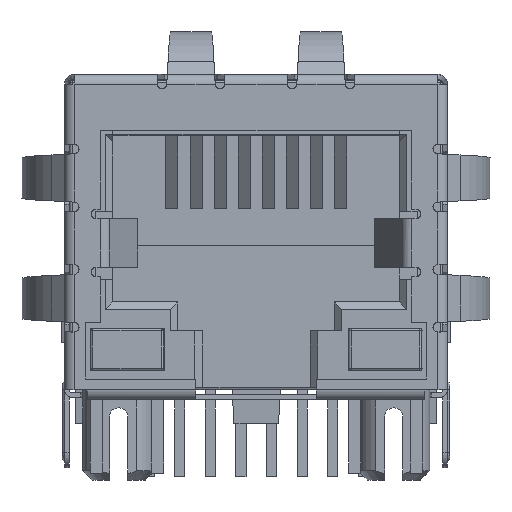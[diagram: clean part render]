
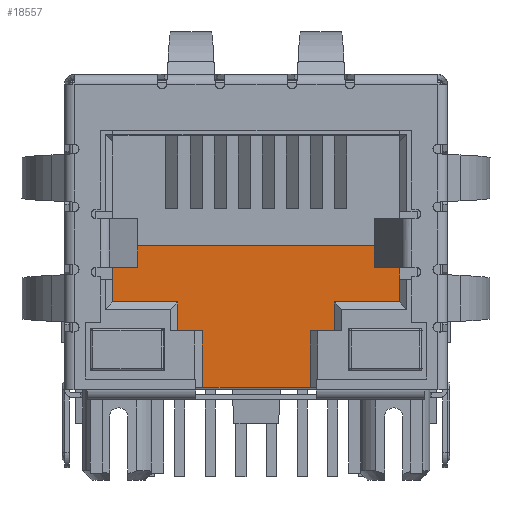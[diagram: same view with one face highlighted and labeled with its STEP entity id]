
A CAD part, front view. The second image highlights one B-rep face of the part: STEP entity #18557.
In plain terms, the highlighted face is planar.
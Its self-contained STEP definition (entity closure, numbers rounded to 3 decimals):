
#2410=ORIENTED_EDGE('',*,*,#7082,.F.);
#2411=ORIENTED_EDGE('',*,*,#7359,.T.);
#2412=ORIENTED_EDGE('',*,*,#7479,.F.);
#2413=ORIENTED_EDGE('',*,*,#7429,.F.);
#2414=ORIENTED_EDGE('',*,*,#7431,.F.);
#2415=ORIENTED_EDGE('',*,*,#7434,.F.);
#2416=ORIENTED_EDGE('',*,*,#7436,.F.);
#2417=ORIENTED_EDGE('',*,*,#7439,.F.);
#2418=ORIENTED_EDGE('',*,*,#7440,.F.);
#2419=ORIENTED_EDGE('',*,*,#7422,.F.);
#2420=ORIENTED_EDGE('',*,*,#7424,.F.);
#2421=ORIENTED_EDGE('',*,*,#7426,.F.);
#2422=ORIENTED_EDGE('',*,*,#7476,.F.);
#2423=ORIENTED_EDGE('',*,*,#7367,.F.);
#7082=EDGE_CURVE('',#9863,#9864,#11631,.T.);
#7359=EDGE_CURVE('',#9863,#10040,#11868,.T.);
#7367=EDGE_CURVE('',#9864,#10047,#11876,.T.);
#7422=EDGE_CURVE('',#10084,#10083,#11931,.T.);
#7424=EDGE_CURVE('',#10085,#10084,#11933,.T.);
#7426=EDGE_CURVE('',#10086,#10085,#11935,.T.);
#7429=EDGE_CURVE('',#10088,#10087,#11938,.T.);
#7431=EDGE_CURVE('',#10089,#10088,#11940,.T.);
#7434=EDGE_CURVE('',#10090,#10089,#11943,.T.);
#7436=EDGE_CURVE('',#10091,#10090,#11945,.T.);
#7439=EDGE_CURVE('',#10092,#10091,#11948,.T.);
#7440=EDGE_CURVE('',#10083,#10092,#11949,.T.);
#7476=EDGE_CURVE('',#10047,#10086,#11978,.T.);
#7479=EDGE_CURVE('',#10087,#10040,#11981,.T.);
#9863=VERTEX_POINT('',#31811);
#9864=VERTEX_POINT('',#31812);
#10040=VERTEX_POINT('',#32410);
#10047=VERTEX_POINT('',#32431);
#10083=VERTEX_POINT('',#32531);
#10084=VERTEX_POINT('',#32534);
#10085=VERTEX_POINT('',#32538);
#10086=VERTEX_POINT('',#32542);
#10087=VERTEX_POINT('',#32546);
#10088=VERTEX_POINT('',#32548);
#10089=VERTEX_POINT('',#32552);
#10090=VERTEX_POINT('',#32557);
#10091=VERTEX_POINT('',#32561);
#10092=VERTEX_POINT('',#32566);
#11631=LINE('',#31810,#13544);
#11868=LINE('',#32414,#13781);
#11876=LINE('',#32430,#13789);
#11931=LINE('',#32535,#13844);
#11933=LINE('',#32539,#13846);
#11935=LINE('',#32543,#13848);
#11938=LINE('',#32549,#13851);
#11940=LINE('',#32553,#13853);
#11943=LINE('',#32558,#13856);
#11945=LINE('',#32562,#13858);
#11948=LINE('',#32567,#13861);
#11949=LINE('',#32569,#13862);
#11978=LINE('',#32636,#13891);
#11981=LINE('',#32641,#13894);
#13544=VECTOR('',#27327,1000.);
#13781=VECTOR('',#27830,1000.);
#13789=VECTOR('',#27842,1000.);
#13844=VECTOR('',#27921,1000.);
#13846=VECTOR('',#27925,1000.);
#13848=VECTOR('',#27929,1000.);
#13851=VECTOR('',#27934,1000.);
#13853=VECTOR('',#27938,1000.);
#13856=VECTOR('',#27943,1000.);
#13858=VECTOR('',#27947,1000.);
#13861=VECTOR('',#27952,1000.);
#13862=VECTOR('',#27955,1000.);
#13891=VECTOR('',#28040,1000.);
#13894=VECTOR('',#28047,1000.);
#15548=EDGE_LOOP('',(#2410,#2411,#2412,#2413,#2414,#2415,#2416,#2417,#2418,
#2419,#2420,#2421,#2422,#2423));
#16695=FACE_BOUND('',#15548,.T.);
#17780=PLANE('',#26088);
#18557=ADVANCED_FACE('',(#16695),#17780,.F.);
#26088=AXIS2_PLACEMENT_3D('',#32678,#28100,#28101);
#27327=DIRECTION('',(0.,-1.,0.));
#27830=DIRECTION('',(0.,0.,1.));
#27842=DIRECTION('',(0.,0.,1.));
#27921=DIRECTION('',(0.,1.,0.));
#27925=DIRECTION('',(0.,0.,1.));
#27929=DIRECTION('',(0.,1.,0.));
#27934=DIRECTION('',(0.,1.,0.));
#27938=DIRECTION('',(0.,0.,-1.));
#27943=DIRECTION('',(0.,1.,0.));
#27947=DIRECTION('',(0.,0.,-1.));
#27952=DIRECTION('',(0.,1.,0.));
#27955=DIRECTION('',(0.,0.,1.));
#28040=DIRECTION('',(0.,0.,1.));
#28047=DIRECTION('',(0.,0.,-1.));
#28100=DIRECTION('',(-1.,0.,0.));
#28101=DIRECTION('',(0.,0.,-1.));
#31810=CARTESIAN_POINT('',(-0.465,5.95,0.425));
#31811=CARTESIAN_POINT('',(-0.465,5.95,0.425));
#31812=CARTESIAN_POINT('',(-0.465,-5.95,0.425));
#32410=CARTESIAN_POINT('',(-0.465,5.95,1.825));
#32414=CARTESIAN_POINT('',(-0.465,5.95,0.));
#32430=CARTESIAN_POINT('',(-0.465,-5.95,0.));
#32431=CARTESIAN_POINT('',(-0.465,-5.95,1.825));
#32531=CARTESIAN_POINT('',(-0.465,-2.25,3.975));
#32534=CARTESIAN_POINT('',(-0.465,-3.25,3.975));
#32535=CARTESIAN_POINT('',(-0.465,-3.25,3.975));
#32538=CARTESIAN_POINT('',(-0.465,-3.25,2.775));
#32539=CARTESIAN_POINT('',(-0.465,-3.25,2.775));
#32542=CARTESIAN_POINT('',(-0.465,-5.95,2.775));
#32543=CARTESIAN_POINT('',(-0.465,-5.95,2.775));
#32546=CARTESIAN_POINT('',(-0.465,5.95,2.775));
#32548=CARTESIAN_POINT('',(-0.465,3.25,2.775));
#32549=CARTESIAN_POINT('',(-0.465,3.25,2.775));
#32552=CARTESIAN_POINT('',(-0.465,3.25,3.975));
#32553=CARTESIAN_POINT('',(-0.465,3.25,3.975));
#32557=CARTESIAN_POINT('',(-0.465,2.25,3.975));
#32558=CARTESIAN_POINT('',(-0.465,2.25,3.975));
#32561=CARTESIAN_POINT('',(-0.465,2.25,6.325));
#32562=CARTESIAN_POINT('',(-0.465,2.25,6.325));
#32566=CARTESIAN_POINT('',(-0.465,-2.25,6.325));
#32567=CARTESIAN_POINT('',(-0.465,-2.25,6.325));
#32569=CARTESIAN_POINT('',(-0.465,-2.25,3.975));
#32636=CARTESIAN_POINT('',(-0.465,-5.95,-3.875));
#32641=CARTESIAN_POINT('',(-0.465,5.95,2.775));
#32678=CARTESIAN_POINT('',(-0.465,0.,0.));
